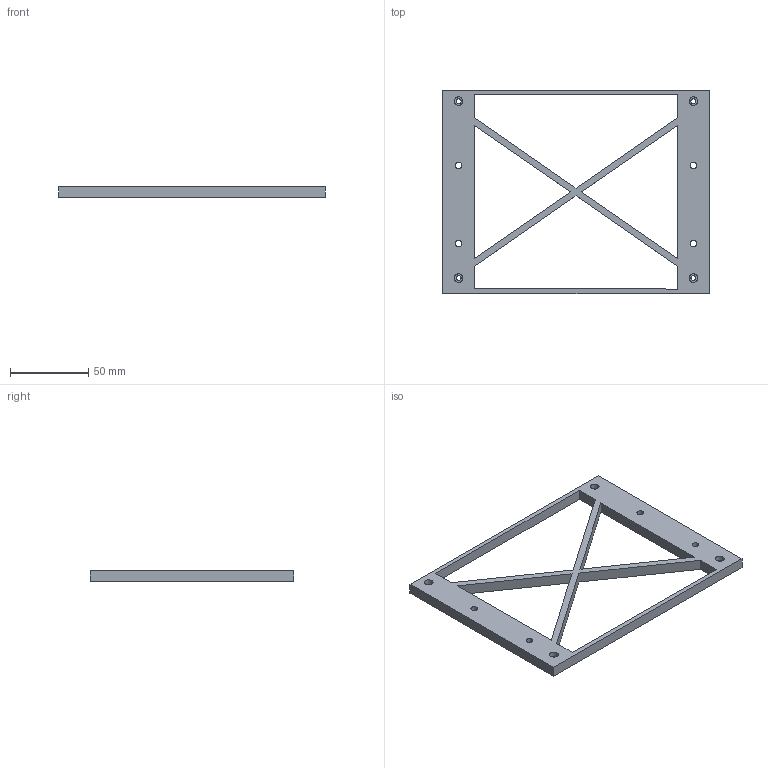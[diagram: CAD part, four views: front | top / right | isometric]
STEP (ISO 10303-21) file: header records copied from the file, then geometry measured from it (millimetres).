
FILE_DESCRIPTION(('HOOPS Exchange Step'),'2;1');
FILE_NAME('temp_export','2024-07-27T18:31:31-05:00',('Mattflix'),('Shapr3D Limited'),'HOOPS Exchange 2024.2','Shapr3D','Authorized');
FILE_SCHEMA( ('AUTOMOTIVE_DESIGN { 1 0 10303 214 1 1 1 1 }') );
Length unit declared in the file: millimetre
Products named in the file (2): Main_PSU; root
Assembly tree (1 placements, depth 2):
  root
    Main_PSU
Bounding box: 170 x 130 x 7 mm (x, y, z)
Volume: 50204.3 mm3; surface area: 27071.5 mm2
Topology: 1 solids, 1 shells, 39 faces, 99 edges, 66 vertices
Faces by surface type: plane 27, cylinder 12
Full cylindrical faces by diameter (mm): 3.2 x4, 4.2 x4, 5.5 x4
Entity records: 1268 total; most frequent: CARTESIAN_POINT 206, DIRECTION 205, ORIENTED_EDGE 198, EDGE_CURVE 99, VECTOR 75, LINE 75, EDGE_LOOP 67, FACE_BOUND 67
